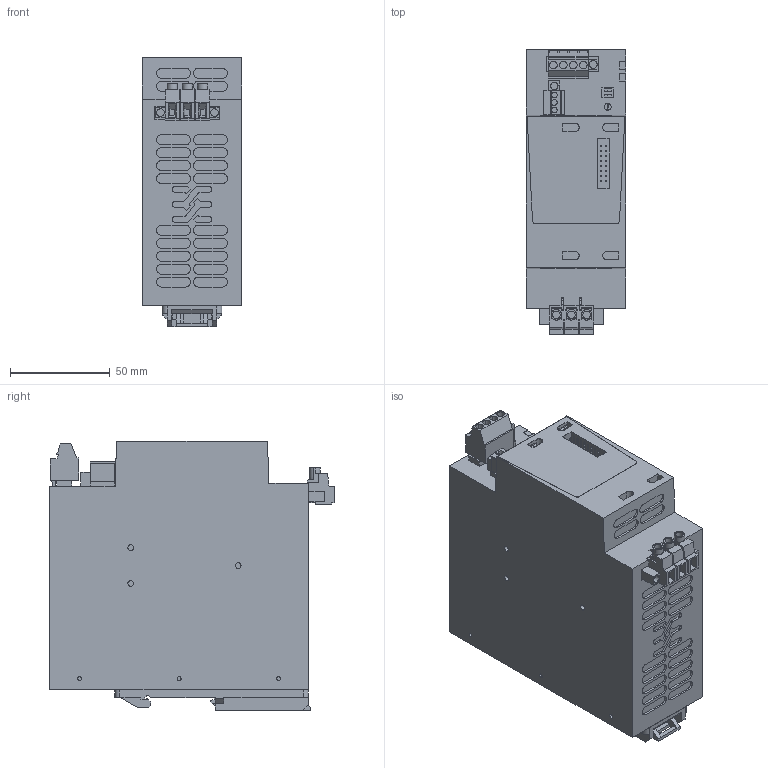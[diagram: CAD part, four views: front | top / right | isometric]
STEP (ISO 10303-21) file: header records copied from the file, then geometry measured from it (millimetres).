
FILE_DESCRIPTION(('CATIA V5 STEP Exchange','CAx-IF Rec.Pracs.--- Model Styling and Organization---1.4--- 2014-01-23'),'2;1');
FILE_NAME ('D1571353_0', '2023-04-21T05:49:05+00:00', ('none'), ('Weidmueller'), 'CATIA Version 5-6 Release 2016 SP3 HF44', 'CATIA V5 STEP AP214', 'none');
FILE_SCHEMA(('AUTOMOTIVE_DESIGN { 1 0 10303 214 1 1 1 1 }'));
Length unit declared in the file: millimetre
Products named in the file (1): S3D_PRO_TOP2_240W_24V_10A_UW_EX
Bounding box: 50 x 142.97 x 135.2 mm (x, y, z)
Volume: 764171.6 mm3; surface area: 94531.6 mm2
Topology: 40 solids, 40 shells, 1541 faces, 4124 edges, 2812 vertices
Faces by surface type: plane 1249, cylinder 276, extrusion 10, cone 6
Entity records: 47176 total; most frequent: CARTESIAN_POINT 8969, ORIENTED_EDGE 8248, DIRECTION 6103, EDGE_CURVE 4124, VECTOR 3308, LINE 3298, VERTEX_POINT 2812, EDGE_LOOP 1698
